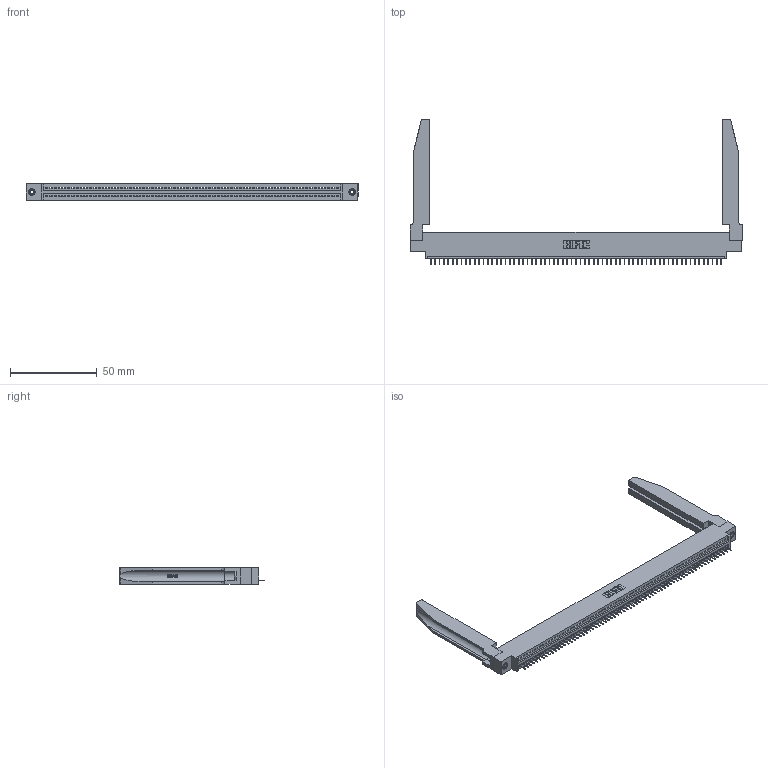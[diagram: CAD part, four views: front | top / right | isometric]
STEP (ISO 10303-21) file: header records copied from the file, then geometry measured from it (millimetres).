
FILE_DESCRIPTION (( 'STEP AP203' ), '1' );
FILE_NAME ('345-067-525-678.STEP', '2020-09-21T05:14:53', ( '' ), ( '' ), 'SwSTEP 2.0', 'SolidWorks 2020', '' );
FILE_SCHEMA (( 'CONFIG_CONTROL_DESIGN' ));
Length unit declared in the file: inch
Products named in the file (5): 345 Part_0.170 Offset - 0.156 Dia-TH; 345-067-525-678; 345-250-001_345-250-001-102; 345-220-078_345-220-078; 345-292-001_345-293-125
Assembly tree (72 placements, depth 2):
  345-067-525-678
    345 Part_0.170 Offset - 0.156 Dia-TH
    345-292-001_345-293-125  x67
    345-250-001_345-250-001-102  x2
    345-220-078_345-220-078  x2
Bounding box: 191.41 x 84 x 9.4 mm (x, y, z)
Volume: 25769.1 mm3; surface area: 30318.2 mm2
Topology: 72 solids, 72 shells, 4518 faces, 13021 edges, 8402 vertices
Faces by surface type: plane 3308, cylinder 1158, bspline 36, cone 12, torus 4
Entity records: 52006 total; most frequent: CARTESIAN_POINT 9904, ORIENTED_EDGE 8802, DIRECTION 7621, EDGE_CURVE 4401, LINE 3911, VECTOR 3911, VERTEX_POINT 2924, AXIS2_PLACEMENT_3D 1855
